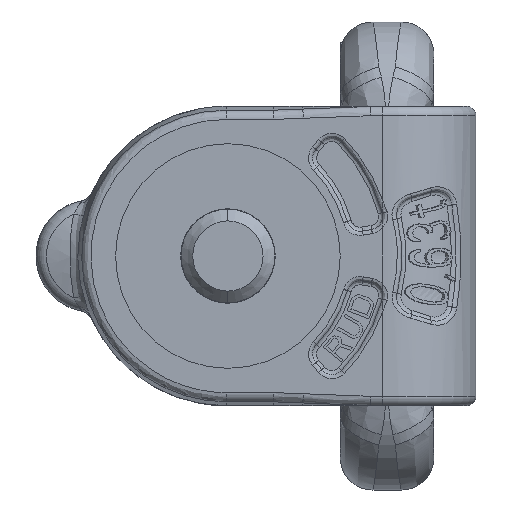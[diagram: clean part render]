
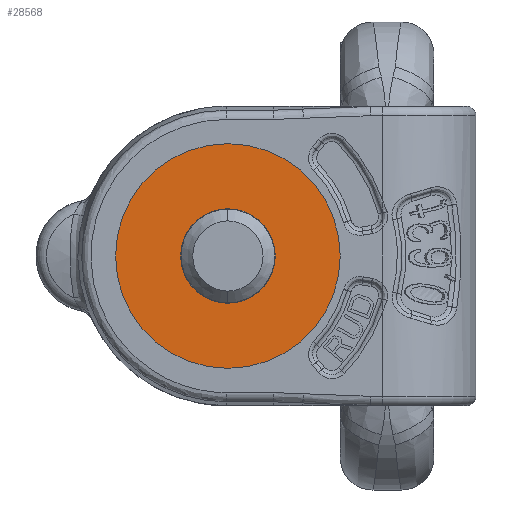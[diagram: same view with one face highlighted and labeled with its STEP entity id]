
A CAD part, front view. The second image highlights one B-rep face of the part: STEP entity #28568.
In plain terms, the highlighted planar face has unit normal (0, -1, 0).
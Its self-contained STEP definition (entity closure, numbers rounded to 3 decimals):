
#8819=CARTESIAN_POINT('',(-29.5,-4.45,0.));
#8820=DIRECTION('',(0.,1.,0.));
#8821=DIRECTION('',(1.,0.,0.));
#8822=AXIS2_PLACEMENT_3D('',#8819,#8820,#8821);
#8824=CARTESIAN_POINT('',(-29.5,-4.45,0.));
#8825=DIRECTION('',(0.,1.,0.));
#8826=DIRECTION('',(-1.,0.,0.));
#8827=AXIS2_PLACEMENT_3D('',#8824,#8825,#8826);
#8837=CARTESIAN_POINT('',(-29.5,-4.45,0.));
#8838=DIRECTION('',(0.,1.,0.));
#8839=DIRECTION('',(1.,0.,0.));
#8840=AXIS2_PLACEMENT_3D('',#8837,#8838,#8839);
#8842=CARTESIAN_POINT('',(-29.5,-4.45,0.));
#8843=DIRECTION('',(0.,-1.,0.));
#8844=DIRECTION('',(1.,0.,0.));
#8845=AXIS2_PLACEMENT_3D('',#8842,#8843,#8844);
#14448=CARTESIAN_POINT('',(-17.5,-4.45,0.));
#14450=VERTEX_POINT('',#14448);
#14456=CARTESIAN_POINT('',(-41.5,-4.45,0.));
#14458=VERTEX_POINT('',#14456);
#14480=CARTESIAN_POINT('',(-24.45,-4.45,0.));
#14481=CARTESIAN_POINT('',(-34.55,-4.45,0.));
#14482=VERTEX_POINT('',#14480);
#14483=VERTEX_POINT('',#14481);
#28553=CARTESIAN_POINT('',(-29.5,-4.45,0.));
#28554=DIRECTION('',(0.,-1.,0.));
#28555=DIRECTION('',(-1.,0.,0.));
#28556=AXIS2_PLACEMENT_3D('',#28553,#28554,#28555);
#28557=PLANE('',#28556);
#28559=ORIENTED_EDGE('',*,*,#28558,.T.);
#28561=ORIENTED_EDGE('',*,*,#28560,.F.);
#28562=EDGE_LOOP('',(#28559,#28561));
#28563=FACE_OUTER_BOUND('',#28562,.F.);
#28564=ORIENTED_EDGE('',*,*,#28532,.F.);
#28565=ORIENTED_EDGE('',*,*,#28546,.F.);
#28566=EDGE_LOOP('',(#28564,#28565));
#28567=FACE_BOUND('',#28566,.F.);
#28568=ADVANCED_FACE('',(#28563,#28567),#28557,.T.);
#8823=CIRCLE('',#8822,5.05);
#8828=CIRCLE('',#8827,5.05);
#8841=CIRCLE('',#8840,12.);
#8846=CIRCLE('',#8845,12.);
#28532=EDGE_CURVE('',#14482,#14483,#8823,.T.);
#28546=EDGE_CURVE('',#14483,#14482,#8828,.T.);
#28558=EDGE_CURVE('',#14450,#14458,#8841,.T.);
#28560=EDGE_CURVE('',#14450,#14458,#8846,.T.);
